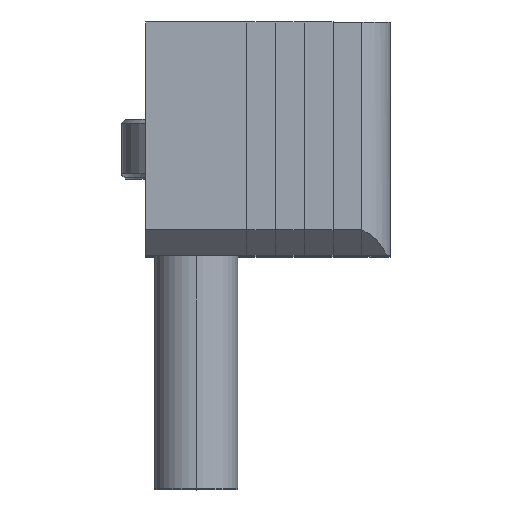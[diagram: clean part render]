
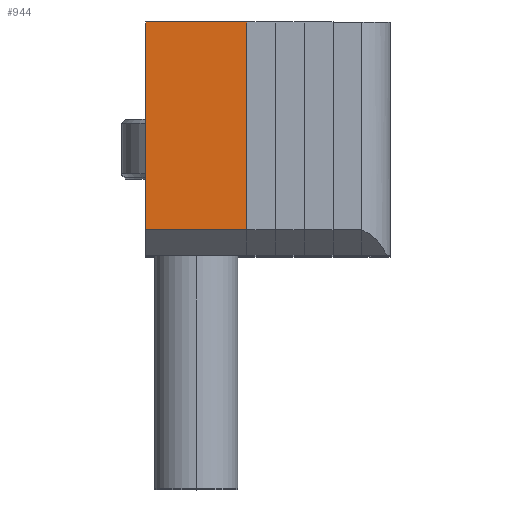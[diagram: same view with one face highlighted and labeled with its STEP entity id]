
A CAD part, top view. The second image highlights one B-rep face of the part: STEP entity #944.
In plain terms, the highlighted planar face has unit normal (0, 0, 1).
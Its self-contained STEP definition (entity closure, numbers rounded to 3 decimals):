
#200 = FACE_OUTER_BOUND ( 'NONE', #1820, .T. ) ;
#347 = DIRECTION ( 'NONE',  ( 0., -1., 0. ) ) ;
#507 = CARTESIAN_POINT ( 'NONE',  ( -2.6, 0., 30. ) ) ;
#539 = ORIENTED_EDGE ( 'NONE', *, *, #6868, .F. ) ;
#790 = CARTESIAN_POINT ( 'NONE',  ( 2.6, 0., 30. ) ) ;
#944 = ADVANCED_FACE ( 'NONE', ( #200 ), #6924, .F. ) ;
#1039 = CARTESIAN_POINT ( 'NONE',  ( -2.6, 6.5, 30. ) ) ;
#1536 = ORIENTED_EDGE ( 'NONE', *, *, #5409, .T. ) ;
#1820 = EDGE_LOOP ( 'NONE', ( #4533, #3889, #539, #1536 ) ) ;
#2217 = VERTEX_POINT ( 'NONE', #2272 ) ;
#2244 = LINE ( 'NONE', #5257, #5422 ) ;
#2272 = CARTESIAN_POINT ( 'NONE',  ( 2.6, -4.2, 30. ) ) ;
#2385 = CARTESIAN_POINT ( 'NONE',  ( 2.6, 6.5, 30. ) ) ;
#2722 = VECTOR ( 'NONE', #347, 1000. ) ;
#3117 = EDGE_CURVE ( 'NONE', #4142, #6290, #4599, .T. ) ;
#3428 = LINE ( 'NONE', #5846, #4041 ) ;
#3889 = ORIENTED_EDGE ( 'NONE', *, *, #4536, .F. ) ;
#4041 = VECTOR ( 'NONE', #5254, 1000. ) ;
#4142 = VERTEX_POINT ( 'NONE', #1039 ) ;
#4533 = ORIENTED_EDGE ( 'NONE', *, *, #3117, .T. ) ;
#4536 = EDGE_CURVE ( 'NONE', #2217, #6290, #5714, .T. ) ;
#4599 = LINE ( 'NONE', #507, #2722 ) ;
#5118 = DIRECTION ( 'NONE',  ( -1., 0., 0. ) ) ;
#5254 = DIRECTION ( 'NONE',  ( 0., -1., 0. ) ) ;
#5257 = CARTESIAN_POINT ( 'NONE',  ( 2.6, 6.5, 30. ) ) ;
#5409 = EDGE_CURVE ( 'NONE', #7431, #4142, #2244, .T. ) ;
#5422 = VECTOR ( 'NONE', #6436, 1000. ) ;
#5709 = DIRECTION ( 'NONE',  ( 0., 0., -1. ) ) ;
#5714 = LINE ( 'NONE', #6378, #7672 ) ;
#5846 = CARTESIAN_POINT ( 'NONE',  ( 2.6, 0., 30. ) ) ;
#6290 = VERTEX_POINT ( 'NONE', #7187 ) ;
#6378 = CARTESIAN_POINT ( 'NONE',  ( 2.6, -4.2, 30. ) ) ;
#6436 = DIRECTION ( 'NONE',  ( -1., 0., 0. ) ) ;
#6766 = AXIS2_PLACEMENT_3D ( 'NONE', #790, #5709, #5118 ) ;
#6868 = EDGE_CURVE ( 'NONE', #7431, #2217, #3428, .T. ) ;
#6924 = PLANE ( 'NONE',  #6766 ) ;
#6930 = DIRECTION ( 'NONE',  ( -1., 0., 0. ) ) ;
#7187 = CARTESIAN_POINT ( 'NONE',  ( -2.6, -4.2, 30. ) ) ;
#7431 = VERTEX_POINT ( 'NONE', #2385 ) ;
#7672 = VECTOR ( 'NONE', #6930, 1000. ) ;
